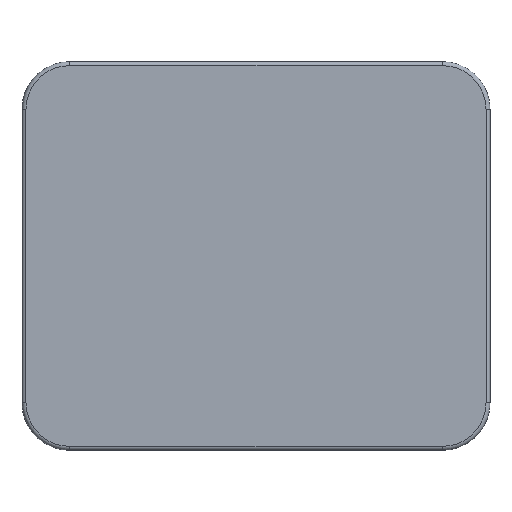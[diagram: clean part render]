
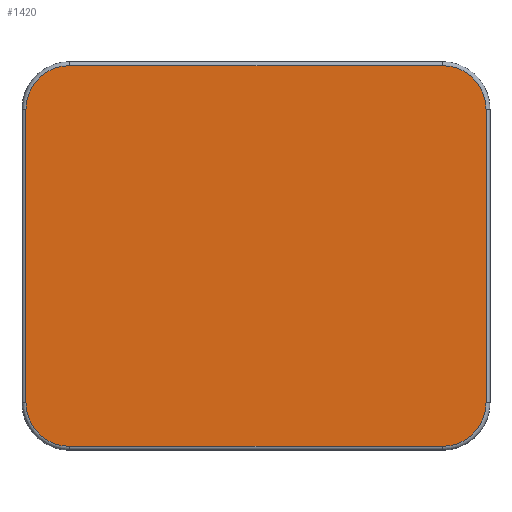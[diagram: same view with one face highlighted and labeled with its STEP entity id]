
A CAD part, front view. The second image highlights one B-rep face of the part: STEP entity #1420.
In plain terms, the highlighted planar face has unit normal (0, -1, 0).
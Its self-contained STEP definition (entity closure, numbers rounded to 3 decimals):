
#50=PLANE('',#1603);
#131=LINE('',#2361,#247);
#134=LINE('',#2376,#250);
#136=LINE('',#2388,#252);
#138=LINE('',#2400,#254);
#247=VECTOR('',#1917,10.);
#250=VECTOR('',#1934,10.);
#252=VECTOR('',#1948,10.);
#254=VECTOR('',#1962,10.);
#397=FACE_OUTER_BOUND('',#491,.T.);
#491=EDGE_LOOP('',(#1224,#1225,#1226,#1227,#1228,#1229,#1230,#1231));
#582=CIRCLE('',#1579,5.5);
#586=CIRCLE('',#1585,5.5);
#590=CIRCLE('',#1591,5.5);
#593=CIRCLE('',#1596,5.5);
#681=VERTEX_POINT('',#2358);
#682=VERTEX_POINT('',#2360);
#684=VERTEX_POINT('',#2366);
#686=VERTEX_POINT('',#2372);
#688=VERTEX_POINT('',#2378);
#690=VERTEX_POINT('',#2384);
#692=VERTEX_POINT('',#2390);
#694=VERTEX_POINT('',#2396);
#854=EDGE_CURVE('',#681,#682,#131,.T.);
#859=EDGE_CURVE('',#682,#684,#582,.T.);
#862=EDGE_CURVE('',#684,#686,#134,.T.);
#865=EDGE_CURVE('',#686,#688,#586,.T.);
#868=EDGE_CURVE('',#688,#690,#136,.T.);
#871=EDGE_CURVE('',#690,#692,#590,.T.);
#874=EDGE_CURVE('',#692,#694,#138,.T.);
#876=EDGE_CURVE('',#694,#681,#593,.T.);
#1224=ORIENTED_EDGE('',*,*,#854,.F.);
#1225=ORIENTED_EDGE('',*,*,#876,.F.);
#1226=ORIENTED_EDGE('',*,*,#874,.F.);
#1227=ORIENTED_EDGE('',*,*,#871,.F.);
#1228=ORIENTED_EDGE('',*,*,#868,.F.);
#1229=ORIENTED_EDGE('',*,*,#865,.F.);
#1230=ORIENTED_EDGE('',*,*,#862,.F.);
#1231=ORIENTED_EDGE('',*,*,#859,.F.);
#1420=ADVANCED_FACE('',(#397),#50,.F.);
#1579=AXIS2_PLACEMENT_3D('',#2370,#1927,#1928);
#1585=AXIS2_PLACEMENT_3D('',#2382,#1941,#1942);
#1591=AXIS2_PLACEMENT_3D('',#2394,#1955,#1956);
#1596=AXIS2_PLACEMENT_3D('',#2403,#1967,#1968);
#1603=AXIS2_PLACEMENT_3D('',#2422,#1988,#1989);
#1917=DIRECTION('',(-1.,0.,0.));
#1927=DIRECTION('center_axis',(0.,1.,0.));
#1928=DIRECTION('ref_axis',(-0.707,0.,-0.707));
#1934=DIRECTION('',(0.,0.,1.));
#1941=DIRECTION('center_axis',(0.,1.,0.));
#1942=DIRECTION('ref_axis',(-0.707,0.,0.707));
#1948=DIRECTION('',(1.,0.,0.));
#1955=DIRECTION('center_axis',(0.,1.,0.));
#1956=DIRECTION('ref_axis',(0.707,0.,0.707));
#1962=DIRECTION('',(0.,0.,-1.));
#1967=DIRECTION('center_axis',(0.,1.,0.));
#1968=DIRECTION('ref_axis',(0.707,0.,-0.707));
#1988=DIRECTION('center_axis',(0.,1.,0.));
#1989=DIRECTION('ref_axis',(1.,0.,0.));
#2358=CARTESIAN_POINT('',(53.,0.,-48.5));
#2360=CARTESIAN_POINT('',(6.,0.,-48.5));
#2361=CARTESIAN_POINT('',(44.25,0.,-48.5));
#2366=CARTESIAN_POINT('',(0.5,0.,-43.));
#2370=CARTESIAN_POINT('Origin',(6.,0.,-43.));
#2372=CARTESIAN_POINT('',(0.5,0.,-6.));
#2376=CARTESIAN_POINT('',(0.5,0.,-36.75));
#2378=CARTESIAN_POINT('',(6.,0.,-0.5));
#2382=CARTESIAN_POINT('Origin',(6.,0.,-6.));
#2384=CARTESIAN_POINT('',(53.,0.,-0.5));
#2388=CARTESIAN_POINT('',(14.75,0.,-0.5));
#2390=CARTESIAN_POINT('',(58.5,0.,-6.));
#2394=CARTESIAN_POINT('Origin',(53.,0.,-6.));
#2396=CARTESIAN_POINT('',(58.5,0.,-43.));
#2400=CARTESIAN_POINT('',(58.5,0.,-12.25));
#2403=CARTESIAN_POINT('Origin',(53.,0.,-43.));
#2422=CARTESIAN_POINT('Origin',(29.5,0.,-24.5));
